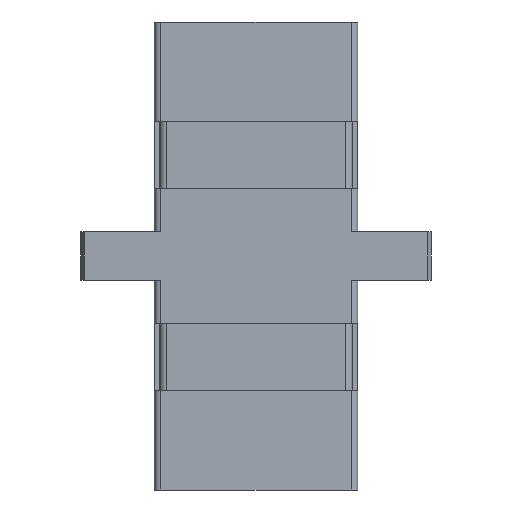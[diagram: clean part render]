
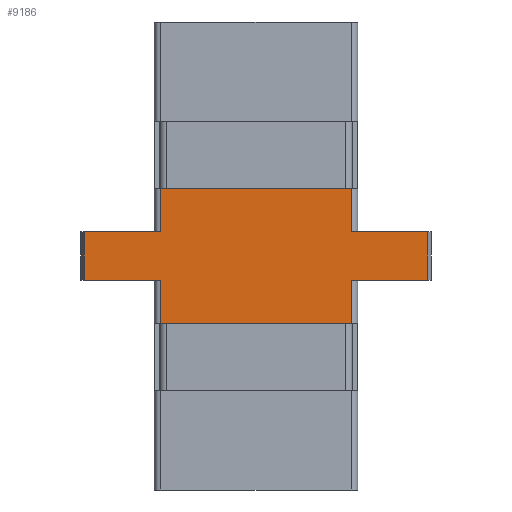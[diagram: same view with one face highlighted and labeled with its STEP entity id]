
A CAD part, front view. The second image highlights one B-rep face of the part: STEP entity #9186.
In plain terms, the highlighted planar face has unit normal (0, -1, 0).
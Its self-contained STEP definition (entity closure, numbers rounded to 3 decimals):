
#100 = FACE_OUTER_BOUND ( 'NONE', #8613, .T. ) ;
#217 = LINE ( 'NONE', #5966, #5172 ) ;
#326 = VERTEX_POINT ( 'NONE', #7482 ) ;
#526 = CARTESIAN_POINT ( 'NONE',  ( 6., -4.65, 4.2 ) ) ;
#598 = DIRECTION ( 'NONE',  ( 1., 0., 0. ) ) ;
#643 = VECTOR ( 'NONE', #6057, 1000. ) ;
#755 = LINE ( 'NONE', #3127, #643 ) ;
#850 = VERTEX_POINT ( 'NONE', #7507 ) ;
#925 = VERTEX_POINT ( 'NONE', #4471 ) ;
#966 = EDGE_CURVE ( 'NONE', #1729, #6203, #4545, .T. ) ;
#985 = ORIENTED_EDGE ( 'NONE', *, *, #8476, .F. ) ;
#1161 = VECTOR ( 'NONE', #5086, 1000. ) ;
#1256 = CARTESIAN_POINT ( 'NONE',  ( 10.725, -4.65, 1.5 ) ) ;
#1417 = LINE ( 'NONE', #9616, #6822 ) ;
#1532 = ORIENTED_EDGE ( 'NONE', *, *, #5526, .T. ) ;
#1544 = DIRECTION ( 'NONE',  ( 0., 0., 1. ) ) ;
#1650 = ORIENTED_EDGE ( 'NONE', *, *, #966, .T. ) ;
#1683 = ORIENTED_EDGE ( 'NONE', *, *, #5887, .F. ) ;
#1729 = VERTEX_POINT ( 'NONE', #2112 ) ;
#2110 = VERTEX_POINT ( 'NONE', #4151 ) ;
#2112 = CARTESIAN_POINT ( 'NONE',  ( -5.95, -4.65, -1.5 ) ) ;
#2226 = EDGE_CURVE ( 'NONE', #925, #326, #2956, .T. ) ;
#2259 = LINE ( 'NONE', #6797, #7286 ) ;
#2469 = ORIENTED_EDGE ( 'NONE', *, *, #2226, .T. ) ;
#2476 = CARTESIAN_POINT ( 'NONE',  ( -5.95, -4.65, -4.2 ) ) ;
#2498 = VERTEX_POINT ( 'NONE', #6922 ) ;
#2529 = VERTEX_POINT ( 'NONE', #7318 ) ;
#2544 = VECTOR ( 'NONE', #8248, 1000. ) ;
#2608 = VERTEX_POINT ( 'NONE', #9360 ) ;
#2684 = VECTOR ( 'NONE', #3574, 1000. ) ;
#2798 = CARTESIAN_POINT ( 'NONE',  ( 5.95, -4.65, 4.2 ) ) ;
#2902 = CARTESIAN_POINT ( 'NONE',  ( 5.95, -4.65, 4.2 ) ) ;
#2956 = LINE ( 'NONE', #9083, #8477 ) ;
#3025 = CARTESIAN_POINT ( 'NONE',  ( -10.725, -4.65, -1.5 ) ) ;
#3127 = CARTESIAN_POINT ( 'NONE',  ( -10.725, -4.65, 1.5 ) ) ;
#3180 = VECTOR ( 'NONE', #5013, 1000. ) ;
#3234 = VERTEX_POINT ( 'NONE', #2798 ) ;
#3574 = DIRECTION ( 'NONE',  ( 1., 0., 0. ) ) ;
#3744 = CARTESIAN_POINT ( 'NONE',  ( -5.95, -4.65, 1.5 ) ) ;
#3762 = VECTOR ( 'NONE', #1544, 1000. ) ;
#3963 = LINE ( 'NONE', #2902, #8082 ) ;
#4151 = CARTESIAN_POINT ( 'NONE',  ( 5.95, -4.65, -1.5 ) ) ;
#4168 = ORIENTED_EDGE ( 'NONE', *, *, #8376, .T. ) ;
#4471 = CARTESIAN_POINT ( 'NONE',  ( -10.725, -4.65, 1.5 ) ) ;
#4545 = LINE ( 'NONE', #7450, #2544 ) ;
#4815 = EDGE_CURVE ( 'NONE', #2529, #3234, #8683, .T. ) ;
#5013 = DIRECTION ( 'NONE',  ( 1., 0., 0. ) ) ;
#5054 = LINE ( 'NONE', #3025, #6316 ) ;
#5056 = ORIENTED_EDGE ( 'NONE', *, *, #6792, .T. ) ;
#5086 = DIRECTION ( 'NONE',  ( 0., 0., -1. ) ) ;
#5172 = VECTOR ( 'NONE', #8999, 1000. ) ;
#5298 = CARTESIAN_POINT ( 'NONE',  ( 5.95, -4.65, -1.5 ) ) ;
#5333 = DIRECTION ( 'NONE',  ( 0., 0., -1. ) ) ;
#5451 = EDGE_CURVE ( 'NONE', #2110, #2608, #1417, .T. ) ;
#5526 = EDGE_CURVE ( 'NONE', #6203, #850, #2259, .T. ) ;
#5570 = DIRECTION ( 'NONE',  ( 0., 1., 0. ) ) ;
#5654 = LINE ( 'NONE', #5298, #3762 ) ;
#5736 = CARTESIAN_POINT ( 'NONE',  ( 10.725, -4.65, 1.5 ) ) ;
#5810 = ORIENTED_EDGE ( 'NONE', *, *, #6134, .T. ) ;
#5887 = EDGE_CURVE ( 'NONE', #2498, #6365, #7624, .T. ) ;
#5965 = DIRECTION ( 'NONE',  ( 1., 0., 0. ) ) ;
#5966 = CARTESIAN_POINT ( 'NONE',  ( -5.95, -4.65, 14.6 ) ) ;
#6057 = DIRECTION ( 'NONE',  ( 1., 0., 0. ) ) ;
#6134 = EDGE_CURVE ( 'NONE', #326, #1729, #5054, .T. ) ;
#6203 = VERTEX_POINT ( 'NONE', #2476 ) ;
#6316 = VECTOR ( 'NONE', #8305, 1000. ) ;
#6365 = VERTEX_POINT ( 'NONE', #5736 ) ;
#6479 = ORIENTED_EDGE ( 'NONE', *, *, #5451, .T. ) ;
#6625 = ORIENTED_EDGE ( 'NONE', *, *, #9412, .T. ) ;
#6792 = EDGE_CURVE ( 'NONE', #2529, #9464, #217, .T. ) ;
#6797 = CARTESIAN_POINT ( 'NONE',  ( 6., -4.65, -4.2 ) ) ;
#6822 = VECTOR ( 'NONE', #598, 1000. ) ;
#6922 = CARTESIAN_POINT ( 'NONE',  ( 5.95, -4.65, 1.5 ) ) ;
#7167 = EDGE_CURVE ( 'NONE', #6365, #2608, #7503, .T. ) ;
#7286 = VECTOR ( 'NONE', #5965, 1000. ) ;
#7318 = CARTESIAN_POINT ( 'NONE',  ( -5.95, -4.65, 4.2 ) ) ;
#7331 = AXIS2_PLACEMENT_3D ( 'NONE', #7847, #5570, #9415 ) ;
#7450 = CARTESIAN_POINT ( 'NONE',  ( -5.95, -4.65, 14.6 ) ) ;
#7482 = CARTESIAN_POINT ( 'NONE',  ( -10.725, -4.65, -1.5 ) ) ;
#7501 = DIRECTION ( 'NONE',  ( 0., 0., 1. ) ) ;
#7503 = LINE ( 'NONE', #1256, #1161 ) ;
#7507 = CARTESIAN_POINT ( 'NONE',  ( 5.95, -4.65, -4.2 ) ) ;
#7624 = LINE ( 'NONE', #7896, #3180 ) ;
#7847 = CARTESIAN_POINT ( 'NONE',  ( 6.35, -4.65, 14.6 ) ) ;
#7896 = CARTESIAN_POINT ( 'NONE',  ( -10.725, -4.65, 1.5 ) ) ;
#8082 = VECTOR ( 'NONE', #7501, 1000. ) ;
#8121 = ORIENTED_EDGE ( 'NONE', *, *, #7167, .F. ) ;
#8248 = DIRECTION ( 'NONE',  ( 0., 0., -1. ) ) ;
#8305 = DIRECTION ( 'NONE',  ( 1., 0., 0. ) ) ;
#8376 = EDGE_CURVE ( 'NONE', #2498, #3234, #3963, .T. ) ;
#8476 = EDGE_CURVE ( 'NONE', #925, #9464, #755, .T. ) ;
#8477 = VECTOR ( 'NONE', #5333, 1000. ) ;
#8537 = PLANE ( 'NONE',  #7331 ) ;
#8613 = EDGE_LOOP ( 'NONE', ( #5810, #1650, #1532, #6625, #6479, #8121, #1683, #4168, #9079, #5056, #985, #2469 ) ) ;
#8683 = LINE ( 'NONE', #526, #2684 ) ;
#8999 = DIRECTION ( 'NONE',  ( 0., 0., -1. ) ) ;
#9079 = ORIENTED_EDGE ( 'NONE', *, *, #4815, .F. ) ;
#9083 = CARTESIAN_POINT ( 'NONE',  ( -10.725, -4.65, 1.5 ) ) ;
#9186 = ADVANCED_FACE ( 'NONE', ( #100 ), #8537, .F. ) ;
#9360 = CARTESIAN_POINT ( 'NONE',  ( 10.725, -4.65, -1.5 ) ) ;
#9412 = EDGE_CURVE ( 'NONE', #850, #2110, #5654, .T. ) ;
#9415 = DIRECTION ( 'NONE',  ( 0., 0., 1. ) ) ;
#9464 = VERTEX_POINT ( 'NONE', #3744 ) ;
#9616 = CARTESIAN_POINT ( 'NONE',  ( -10.725, -4.65, -1.5 ) ) ;
